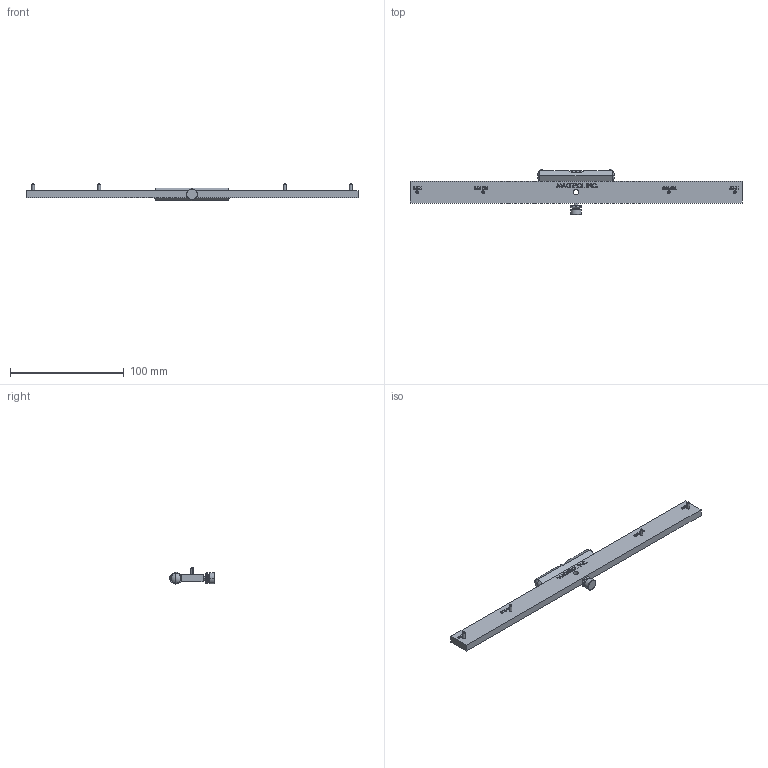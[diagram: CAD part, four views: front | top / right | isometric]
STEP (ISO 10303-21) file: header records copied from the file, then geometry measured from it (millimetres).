
FILE_DESCRIPTION (( 'STEP AP214' ), '1' );
FILE_NAME ('CB-100_C_EF.STEP', '2017-12-15T15:16:13', ( '' ), ( '' ), 'SwSTEP 2.0', 'SolidWorks 2017', '' );
FILE_SCHEMA (( 'AUTOMOTIVE_DESIGN' ));
Length unit declared in the file: inch
Products named in the file (1): CB-100_C_EF
Bounding box: 292.1 x 40.1 x 15.02 mm (x, y, z)
Surface area: 18340.2 mm2 (no closed solid volume)
Topology: 0 solids, 17 shells, 317 faces, 1057 edges, 755 vertices
Faces by surface type: plane 154, bspline 95, cylinder 32, cone 20, torus 12, sphere 4
Entity records: 22048 total; most frequent: CARTESIAN_POINT 9604, ORIENTED_EDGE 1668, DIRECTION 1364, EDGE_CURVE 1053, VERTEX_POINT 755, LINE 654, VECTOR 654, EDGE_LOOP 372
